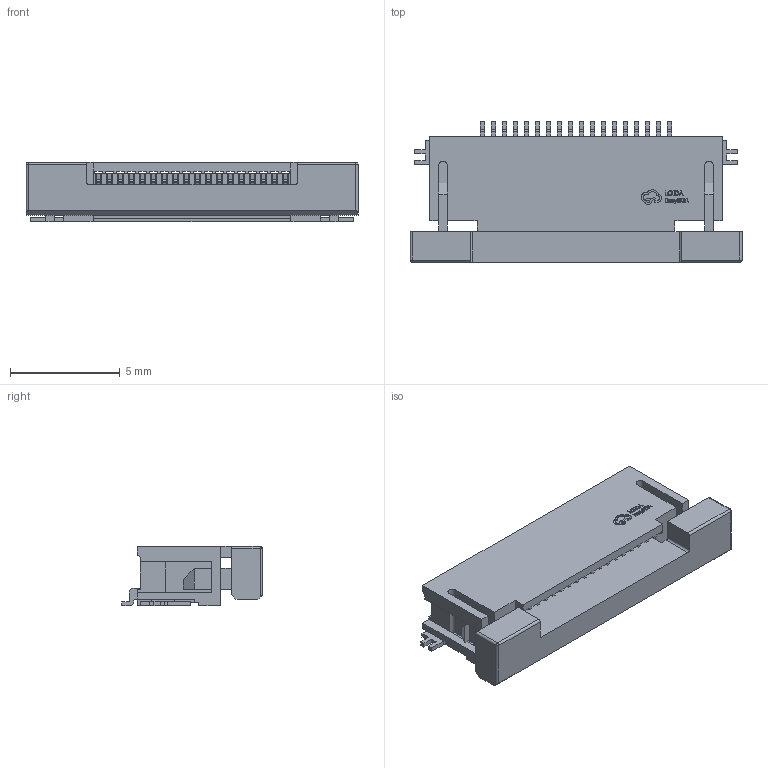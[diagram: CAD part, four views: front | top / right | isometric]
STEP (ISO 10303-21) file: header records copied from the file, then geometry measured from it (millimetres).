
FILE_DESCRIPTION (( 'STEP AP214' ), '1' );
FILE_NAME ('FPC-SMD_18P-P0.50_527461871.step', '2022-07-06T08:36:24', ( '' ), ( '' ), 'SwSTEP 2.0', 'SolidWorks 2020', '' );
FILE_SCHEMA (( 'AUTOMOTIVE_DESIGN' ));
Length unit declared in the file: millimetre
Products named in the file (1): FPC-SMD_18P-P0.50_527461871
Bounding box: 15.1 x 6.4 x 2.71 mm (x, y, z)
Volume: 124.9 mm3; surface area: 627.4 mm2
Topology: 21 solids, 21 shells, 1204 faces, 3446 edges, 2262 vertices
Faces by surface type: plane 914, bspline 146, cylinder 142, sphere 2
Entity records: 53324 total; most frequent: CARTESIAN_POINT 10527, ORIENTED_EDGE 6888, DIRECTION 5546, EDGE_CURVE 3444, VECTOR 2864, LINE 2864, VERTEX_POINT 2262, AXIS2_PLACEMENT_3D 1341
